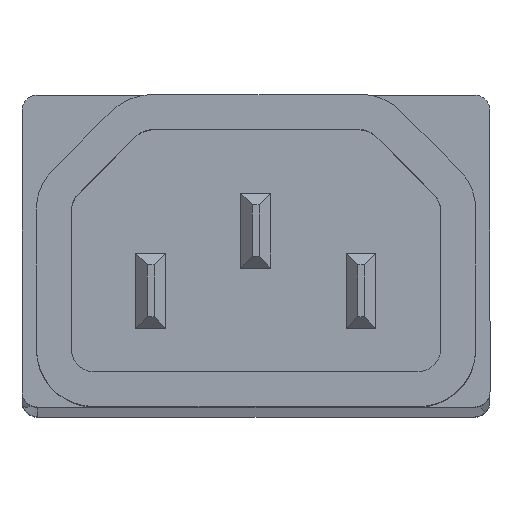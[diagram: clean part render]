
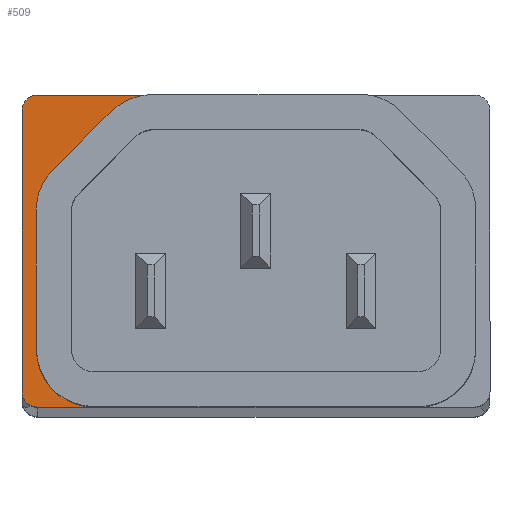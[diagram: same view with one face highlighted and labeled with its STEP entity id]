
A CAD part, top view. The second image highlights one B-rep face of the part: STEP entity #509.
In plain terms, the highlighted planar face has unit normal (0, 0, 1).
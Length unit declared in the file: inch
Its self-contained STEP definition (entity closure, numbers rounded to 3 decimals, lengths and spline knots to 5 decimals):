
#12 = DIRECTION ( 'NONE',  ( 1., 0., 0. ) ) ;
#103 = CARTESIAN_POINT ( 'NONE',  ( -0.55415, 0., 0.59055 ) ) ;
#183 = EDGE_CURVE ( 'NONE', #2990, #3165, #1259, .T. ) ;
#242 = AXIS2_PLACEMENT_3D ( 'NONE', #2462, #3623, #1990 ) ;
#313 = DIRECTION ( 'NONE',  ( 1., 0., 0. ) ) ;
#333 = CARTESIAN_POINT ( 'NONE',  ( -0.55415, 0.10266, 0.59055 ) ) ;
#428 = CARTESIAN_POINT ( 'NONE',  ( -0.41653, 0.10471, 0.59055 ) ) ;
#491 = LINE ( 'NONE', #4775, #1451 ) ;
#509 = ADVANCED_FACE ( 'NONE', ( #550 ), #2435, .T. ) ;
#550 = FACE_OUTER_BOUND ( 'NONE', #3097, .T. ) ;
#585 = CIRCLE ( 'NONE', #3160, 0.03937 ) ;
#806 = VERTEX_POINT ( 'NONE', #1289 ) ;
#878 = DIRECTION ( 'NONE',  ( 0., -1., 0. ) ) ;
#1079 = VERTEX_POINT ( 'NONE', #5064 ) ;
#1154 = EDGE_CURVE ( 'NONE', #806, #1079, #491, .T. ) ;
#1161 = VECTOR ( 'NONE', #4515, 39.37008 ) ;
#1259 = CIRCLE ( 'NONE', #1800, 0.14469 ) ;
#1289 = CARTESIAN_POINT ( 'NONE',  ( -0.51131, 0.20451, 0.59055 ) ) ;
#1379 = VERTEX_POINT ( 'NONE', #4278 ) ;
#1451 = VECTOR ( 'NONE', #1537, 39.37008 ) ;
#1466 = VERTEX_POINT ( 'NONE', #4798 ) ;
#1501 = AXIS2_PLACEMENT_3D ( 'NONE', #4897, #1627, #4411 ) ;
#1516 = DIRECTION ( 'NONE',  ( 0., 0., 1. ) ) ;
#1537 = DIRECTION ( 'NONE',  ( 0.705, 0.709, 0. ) ) ;
#1539 = EDGE_CURVE ( 'NONE', #4175, #3931, #585, .T. ) ;
#1620 = EDGE_CURVE ( 'NONE', #1466, #4175, #3129, .T. ) ;
#1627 = DIRECTION ( 'NONE',  ( 0., 0., 1. ) ) ;
#1630 = DIRECTION ( 'NONE',  ( 0., -1., 0. ) ) ;
#1676 = VERTEX_POINT ( 'NONE', #4173 ) ;
#1764 = CARTESIAN_POINT ( 'NONE',  ( -0.55417, 0.10471, 0.59055 ) ) ;
#1799 = LINE ( 'NONE', #2507, #2804 ) ;
#1800 = AXIS2_PLACEMENT_3D ( 'NONE', #4444, #4824, #5258 ) ;
#1805 = LINE ( 'NONE', #3702, #1161 ) ;
#1807 = EDGE_CURVE ( 'NONE', #3931, #3165, #1799, .T. ) ;
#1906 = LINE ( 'NONE', #103, #2609 ) ;
#1973 = DIRECTION ( 'NONE',  ( 1., 0., 0. ) ) ;
#1986 = ORIENTED_EDGE ( 'NONE', *, *, #5043, .T. ) ;
#1990 = DIRECTION ( 'NONE',  ( 1., 0., 0. ) ) ;
#2048 = ORIENTED_EDGE ( 'NONE', *, *, #1154, .T. ) ;
#2136 = EDGE_CURVE ( 'NONE', #5299, #2990, #1906, .T. ) ;
#2296 = AXIS2_PLACEMENT_3D ( 'NONE', #4038, #4406, #1973 ) ;
#2435 = PLANE ( 'NONE',  #1501 ) ;
#2462 = CARTESIAN_POINT ( 'NONE',  ( -0.25909, 0.23966, 0.59055 ) ) ;
#2507 = CARTESIAN_POINT ( 'NONE',  ( -0.59055, -0.3937, 0.59055 ) ) ;
#2609 = VECTOR ( 'NONE', #878, 39.37008 ) ;
#2610 = DIRECTION ( 'NONE',  ( 1., 0., 0. ) ) ;
#2671 = AXIS2_PLACEMENT_3D ( 'NONE', #428, #3711, #12 ) ;
#2804 = VECTOR ( 'NONE', #3769, 39.37008 ) ;
#2862 = ORIENTED_EDGE ( 'NONE', *, *, #2136, .F. ) ;
#2990 = VERTEX_POINT ( 'NONE', #3344 ) ;
#3000 = ORIENTED_EDGE ( 'NONE', *, *, #4204, .F. ) ;
#3097 = EDGE_LOOP ( 'NONE', ( #3349, #2862, #3000, #3269, #2048, #4088, #1986, #4549, #5000, #3201, #4039 ) ) ;
#3129 = LINE ( 'NONE', #4873, #4920 ) ;
#3160 = AXIS2_PLACEMENT_3D ( 'NONE', #3589, #1516, #313 ) ;
#3165 = VERTEX_POINT ( 'NONE', #5120 ) ;
#3201 = ORIENTED_EDGE ( 'NONE', *, *, #1539, .T. ) ;
#3269 = ORIENTED_EDGE ( 'NONE', *, *, #3487, .F. ) ;
#3272 = CIRCLE ( 'NONE', #242, 0.1541 ) ;
#3344 = CARTESIAN_POINT ( 'NONE',  ( -0.55415, -0.24901, 0.59055 ) ) ;
#3349 = ORIENTED_EDGE ( 'NONE', *, *, #183, .F. ) ;
#3396 = DIRECTION ( 'NONE',  ( 0., 0., 1. ) ) ;
#3487 = EDGE_CURVE ( 'NONE', #806, #3615, #4451, .T. ) ;
#3589 = CARTESIAN_POINT ( 'NONE',  ( -0.55118, -0.35433, 0.59055 ) ) ;
#3615 = VERTEX_POINT ( 'NONE', #1764 ) ;
#3623 = DIRECTION ( 'NONE',  ( 0., 0., -1. ) ) ;
#3702 = CARTESIAN_POINT ( 'NONE',  ( -0.59055, 0.3937, 0.59055 ) ) ;
#3711 = DIRECTION ( 'NONE',  ( 0., 0., 1. ) ) ;
#3733 = CIRCLE ( 'NONE', #4618, 0.03937 ) ;
#3769 = DIRECTION ( 'NONE',  ( 1., 0., 0. ) ) ;
#3931 = VERTEX_POINT ( 'NONE', #4449 ) ;
#3999 = CARTESIAN_POINT ( 'NONE',  ( -0.59055, -0.35433, 0.59055 ) ) ;
#4038 = CARTESIAN_POINT ( 'NONE',  ( -0.41653, 0.10471, 0.59055 ) ) ;
#4039 = ORIENTED_EDGE ( 'NONE', *, *, #1807, .T. ) ;
#4088 = ORIENTED_EDGE ( 'NONE', *, *, #4544, .T. ) ;
#4173 = CARTESIAN_POINT ( 'NONE',  ( -0.26314, 0.3937, 0.59055 ) ) ;
#4175 = VERTEX_POINT ( 'NONE', #3999 ) ;
#4204 = EDGE_CURVE ( 'NONE', #3615, #5299, #4209, .T. ) ;
#4209 = CIRCLE ( 'NONE', #2296, 0.13764 ) ;
#4278 = CARTESIAN_POINT ( 'NONE',  ( -0.55118, 0.3937, 0.59055 ) ) ;
#4371 = EDGE_CURVE ( 'NONE', #1379, #1466, #3733, .T. ) ;
#4406 = DIRECTION ( 'NONE',  ( 0., 0., 1. ) ) ;
#4411 = DIRECTION ( 'NONE',  ( 1., 0., 0. ) ) ;
#4444 = CARTESIAN_POINT ( 'NONE',  ( -0.40946, -0.24901, 0.59055 ) ) ;
#4449 = CARTESIAN_POINT ( 'NONE',  ( -0.55118, -0.3937, 0.59055 ) ) ;
#4451 = CIRCLE ( 'NONE', #2671, 0.13764 ) ;
#4515 = DIRECTION ( 'NONE',  ( -1., 0., 0. ) ) ;
#4544 = EDGE_CURVE ( 'NONE', #1079, #1676, #3272, .T. ) ;
#4549 = ORIENTED_EDGE ( 'NONE', *, *, #4371, .T. ) ;
#4584 = CARTESIAN_POINT ( 'NONE',  ( -0.55118, 0.35433, 0.59055 ) ) ;
#4618 = AXIS2_PLACEMENT_3D ( 'NONE', #4584, #3396, #2610 ) ;
#4775 = CARTESIAN_POINT ( 'NONE',  ( -0.35932, 0.35735, 0.59055 ) ) ;
#4798 = CARTESIAN_POINT ( 'NONE',  ( -0.59055, 0.35433, 0.59055 ) ) ;
#4824 = DIRECTION ( 'NONE',  ( 0., 0., 1. ) ) ;
#4873 = CARTESIAN_POINT ( 'NONE',  ( -0.59055, 0.3937, 0.59055 ) ) ;
#4897 = CARTESIAN_POINT ( 'NONE',  ( -0.59055, -0.3937, 0.59055 ) ) ;
#4920 = VECTOR ( 'NONE', #1630, 39.37008 ) ;
#5000 = ORIENTED_EDGE ( 'NONE', *, *, #1620, .T. ) ;
#5043 = EDGE_CURVE ( 'NONE', #1676, #1379, #1805, .T. ) ;
#5064 = CARTESIAN_POINT ( 'NONE',  ( -0.3658, 0.35083, 0.59055 ) ) ;
#5120 = CARTESIAN_POINT ( 'NONE',  ( -0.40946, -0.3937, 0.59055 ) ) ;
#5258 = DIRECTION ( 'NONE',  ( 1., 0., 0. ) ) ;
#5299 = VERTEX_POINT ( 'NONE', #333 ) ;
